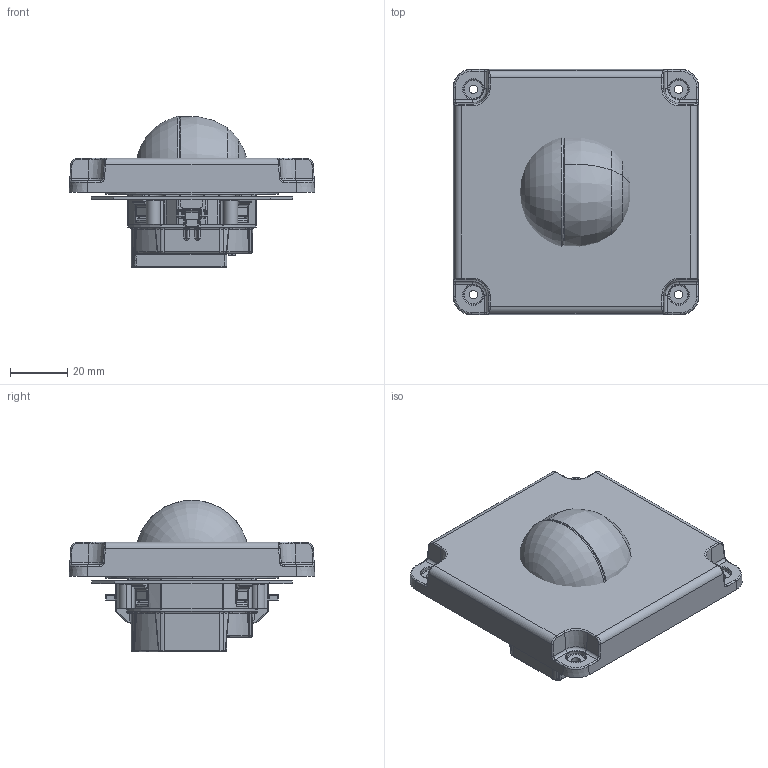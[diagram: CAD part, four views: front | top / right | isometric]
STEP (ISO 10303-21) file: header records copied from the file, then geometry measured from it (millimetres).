
FILE_DESCRIPTION(('',''),'2;1');
FILE_NAME('','',('none'),('none'),'','','none');
FILE_SCHEMA(('AUTOMOTIVE_DESIGN { 1 0 10303 214 1 1 1 1 }'));
Products named in the file (1): EB10431593
Bounding box: 86 x 86 x 53 mm (x, y, z)
Volume: 94506.6 mm3; surface area: 51486.8 mm2
Topology: 17 solids, 21 shells, 2419 faces, 5885 edges, 3378 vertices
Faces by surface type: cylinder 774, plane 608, bspline 420, torus 366, cone 129, sphere 100, extrusion 20, revolution 2
Entity records: 92793 total; most frequent: CARTESIAN_POINT 44092, ORIENTED_EDGE 11486, DIRECTION 7447, EDGE_CURVE 5542, AXIS2_PLACEMENT_3D 3559, VERTEX_POINT 3232, EDGE_LOOP 2489, ADVANCED_FACE 2419
